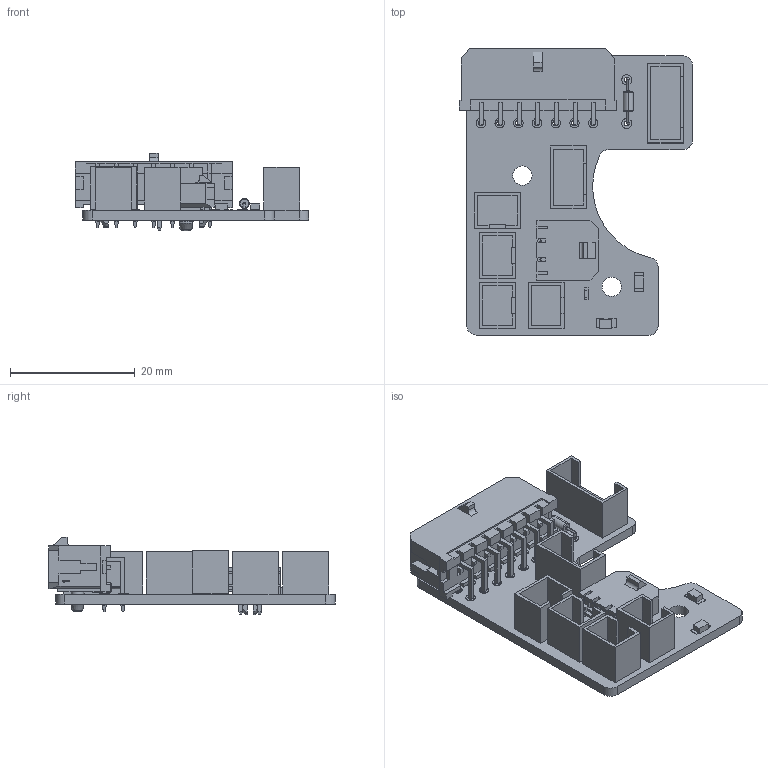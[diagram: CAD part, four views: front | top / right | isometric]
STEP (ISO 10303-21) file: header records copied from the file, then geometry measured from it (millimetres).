
FILE_DESCRIPTION(/* description */ (''),/* implementation_level */ '2;1');
FILE_NAME(/* name */ 'Toolhead pcb v3 v12.step',/* time_stamp */ '2021-04-27T18:06:28-07:00',/* author */ (''),/* organization */ (''),/* preprocessor_version */ 'ST-DEVELOPER v18.1',/* originating_system */ 'Autodesk Translation Framework v10.6.0.1341',/* authorisation */ '');
FILE_SCHEMA (('AUTOMOTIVE_DESIGN { 1 0 10303 214 3 1 1 }'));
Length unit declared in the file: millimetre
Products named in the file (15): Toolhead pcb v3; PCB (2); PCB (1); CHAMBER THERMISTOR; RESISTOR; LED; ABL; STEPPER; XENDSTOP; BAT85; HEFAN; PCFAN; TH1; Microfit14; Microfit2
Assembly tree (14 placements, depth 3):
  Toolhead pcb v3
    PCB (2)
      PCB (1)
      CHAMBER THERMISTOR
      RESISTOR
      LED
      ABL
      STEPPER
      XENDSTOP
      BAT85
      HEFAN
      PCFAN
      TH1
      Microfit14
      Microfit2
Bounding box: 37.41 x 46.01 x 12.5 mm (x, y, z)
Volume: 4024.8 mm3; surface area: 8658 mm2
Topology: 14 solids, 14 shells, 1085 faces, 2698 edges, 1719 vertices
Faces by surface type: plane 970, cylinder 95, bspline 10, cone 8, torus 2
Full cylindrical faces by diameter (mm): 0.468 x2, 0.8 x10, 0.9 x3, 0.914 x14, 1 x4, 1.1 x2, 1.524 x14, 1.6 x2, 1.7 x3, 1.788 x8, 1.8 x2, 2 x4, 2.5 x2, 3 x1, 3.1 x2
Entity records: 32436 total; most frequent: CARTESIAN_POINT 6000, ORIENTED_EDGE 5396, DIRECTION 5082, EDGE_CURVE 2698, LINE 2454, VECTOR 2454, VERTEX_POINT 1719, AXIS2_PLACEMENT_3D 1314
